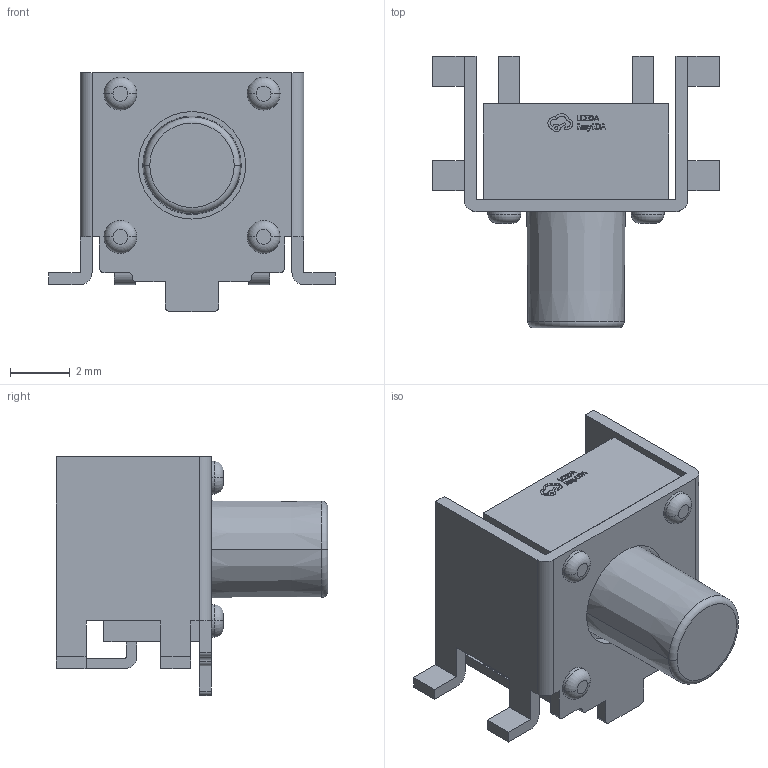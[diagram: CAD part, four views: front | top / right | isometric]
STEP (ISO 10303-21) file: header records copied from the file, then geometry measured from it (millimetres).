
FILE_DESCRIPTION (( 'STEP AP214' ), '1' );
FILE_NAME ('SW-SMD_YUANDI_TS-1045AD-A8B3-D2.STEP', '2023-06-11T06:18:21', ( '' ), ( '' ), 'SwSTEP 2.0', 'SolidWorks 2020', '' );
FILE_SCHEMA (( 'AUTOMOTIVE_DESIGN' ));
Length unit declared in the file: millimetre
Products named in the file (1): SW-SMD_YUANDI_TS-1045AD-A8B3-D2
Bounding box: 9.6 x 9.1 x 8.01 mm (x, y, z)
Volume: 203.1 mm3; surface area: 455.7 mm2
Topology: 2 solids, 2 shells, 329 faces, 887 edges, 588 vertices
Faces by surface type: plane 191, bspline 98, cylinder 28, torus 10, cone 2
Entity records: 14439 total; most frequent: CARTESIAN_POINT 3111, ORIENTED_EDGE 1774, DIRECTION 1231, EDGE_CURVE 887, LINE 607, VECTOR 607, VERTEX_POINT 588, EDGE_LOOP 357
